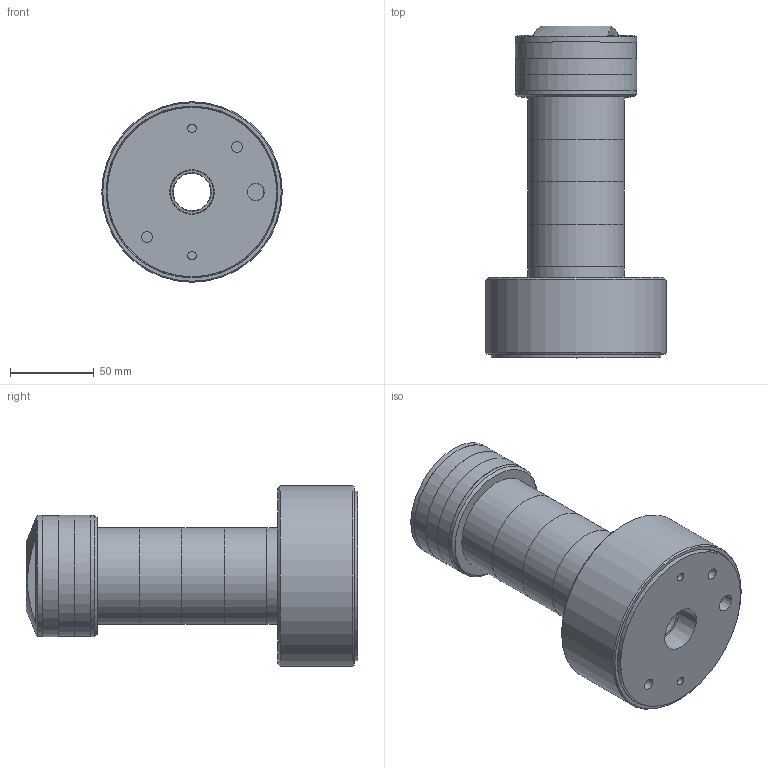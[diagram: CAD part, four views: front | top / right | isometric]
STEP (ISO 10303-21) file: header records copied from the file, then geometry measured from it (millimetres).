
FILE_DESCRIPTION (( 'STEP AP214' ), '1' );
FILE_NAME ('CTSC-001988.STEP', '2026-03-16T18:07:24', ( '' ), ( '' ), 'SwSTEP 2.0', 'SolidWorks 2023', '' );
FILE_SCHEMA (( 'AUTOMOTIVE_DESIGN' ));
Length unit declared in the file: millimetre
Products named in the file (1): CTSC-001988
Bounding box: 107.95 x 198.45 x 107.95 mm (x, y, z)
Volume: 798793.1 mm3; surface area: 161158.3 mm2
Topology: 11 solids, 11 shells, 89 faces, 152 edges, 100 vertices
Faces by surface type: plane 43, cylinder 34, cone 9, torus 3
Full cylindrical faces by diameter (mm): 5.105 x2, 6.747 x2, 22.352 x1, 23.012 x1, 29.766 x2, 31.75 x1, 37.973 x3, 38.049 x1, 38.354 x6, 42.52 x1, 42.875 x1, 57.937 x5, 72.517 x5, 101.397 x1, 101.6 x1, 107.95 x1
Entity records: 2775 total; most frequent: CARTESIAN_POINT 368, DIRECTION 362, ORIENTED_EDGE 204, AXIS2_PLACEMENT_3D 176, EDGE_LOOP 170, FACE_OUTER_BOUND 124, EDGE_CURVE 102, VERTEX_POINT 94
